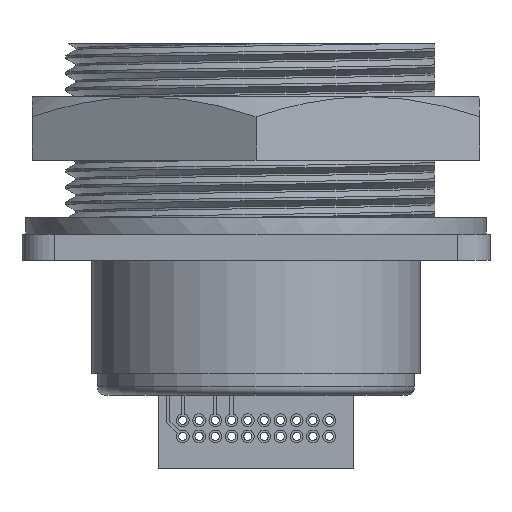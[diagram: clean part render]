
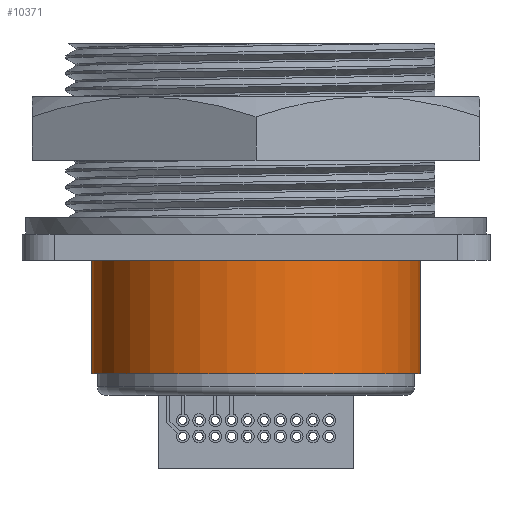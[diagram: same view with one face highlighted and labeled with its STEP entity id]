
A CAD part, front view. The second image highlights one B-rep face of the part: STEP entity #10371.
In plain terms, the highlighted cylindrical face has radius 12.827 mm (diameter 25.654 mm), a partial arc.
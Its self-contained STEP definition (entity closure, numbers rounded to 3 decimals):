
#524 = DIRECTION ( 'NONE',  ( 0., 0., 1. ) ) ;
#532 = CARTESIAN_POINT ( 'NONE',  ( 12.827, 0., -8.887 ) ) ;
#1798 = DIRECTION ( 'NONE',  ( 0., 0., -1. ) ) ;
#1894 = FACE_OUTER_BOUND ( 'NONE', #23281, .T. ) ;
#3098 = AXIS2_PLACEMENT_3D ( 'NONE', #14254, #1798, #16341 ) ;
#3525 = CARTESIAN_POINT ( 'NONE',  ( 12.827, 0., 0. ) ) ;
#5138 = CARTESIAN_POINT ( 'NONE',  ( -12.827, 0., -8.887 ) ) ;
#5248 = LINE ( 'NONE', #12981, #26680 ) ;
#5464 = VERTEX_POINT ( 'NONE', #11269 ) ;
#6723 = CYLINDRICAL_SURFACE ( 'NONE', #26844, 12.827 ) ;
#7426 = EDGE_CURVE ( 'NONE', #5464, #14995, #5248, .T. ) ;
#7440 = CARTESIAN_POINT ( 'NONE',  ( 0., 0., 40.375 ) ) ;
#7985 = VECTOR ( 'NONE', #22663, 1000. ) ;
#9296 = LINE ( 'NONE', #12242, #7985 ) ;
#10371 = ADVANCED_FACE ( 'NONE', ( #1894 ), #6723, .T. ) ;
#10398 = CIRCLE ( 'NONE', #26240, 12.827 ) ;
#10644 = ORIENTED_EDGE ( 'NONE', *, *, #7426, .T. ) ;
#11269 = CARTESIAN_POINT ( 'NONE',  ( -12.827, 0., 0. ) ) ;
#12242 = CARTESIAN_POINT ( 'NONE',  ( 12.827, 0., 40.375 ) ) ;
#12966 = CARTESIAN_POINT ( 'NONE',  ( 0., 0., 0. ) ) ;
#12981 = CARTESIAN_POINT ( 'NONE',  ( -12.827, 0., 40.375 ) ) ;
#14254 = CARTESIAN_POINT ( 'NONE',  ( 0., 0., -8.887 ) ) ;
#14995 = VERTEX_POINT ( 'NONE', #5138 ) ;
#15018 = CIRCLE ( 'NONE', #3098, 12.827 ) ;
#15057 = DIRECTION ( 'NONE',  ( -1., 0., 0. ) ) ;
#16341 = DIRECTION ( 'NONE',  ( -1., 0., 0. ) ) ;
#17188 = ORIENTED_EDGE ( 'NONE', *, *, #17332, .F. ) ;
#17332 = EDGE_CURVE ( 'NONE', #5464, #22492, #10398, .T. ) ;
#20390 = ORIENTED_EDGE ( 'NONE', *, *, #20432, .F. ) ;
#20432 = EDGE_CURVE ( 'NONE', #22492, #25298, #9296, .T. ) ;
#22063 = DIRECTION ( 'NONE',  ( -1., 0., 0. ) ) ;
#22492 = VERTEX_POINT ( 'NONE', #3525 ) ;
#22663 = DIRECTION ( 'NONE',  ( 0., 0., -1. ) ) ;
#23281 = EDGE_LOOP ( 'NONE', ( #20390, #17188, #10644, #25307 ) ) ;
#23290 = DIRECTION ( 'NONE',  ( 0., 0., -1. ) ) ;
#24050 = DIRECTION ( 'NONE',  ( 0., 0., -1. ) ) ;
#24974 = EDGE_CURVE ( 'NONE', #25298, #14995, #15018, .T. ) ;
#25298 = VERTEX_POINT ( 'NONE', #532 ) ;
#25307 = ORIENTED_EDGE ( 'NONE', *, *, #24974, .F. ) ;
#26240 = AXIS2_PLACEMENT_3D ( 'NONE', #12966, #524, #15057 ) ;
#26680 = VECTOR ( 'NONE', #23290, 1000. ) ;
#26844 = AXIS2_PLACEMENT_3D ( 'NONE', #7440, #24050, #22063 ) ;
